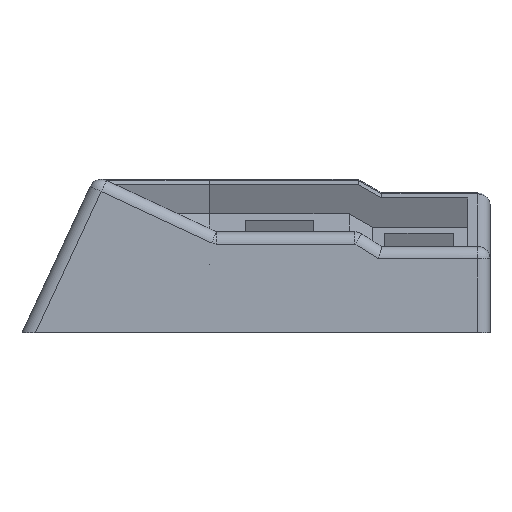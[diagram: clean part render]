
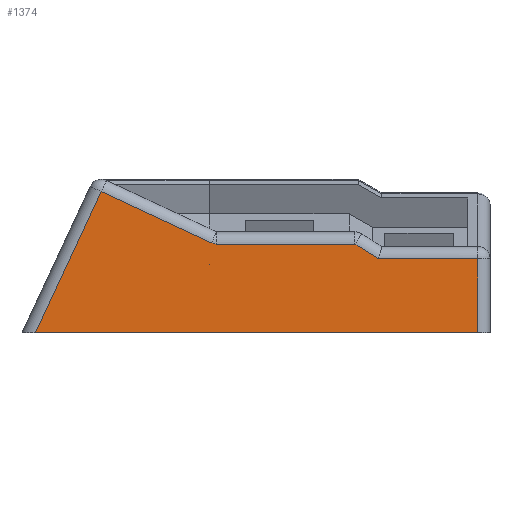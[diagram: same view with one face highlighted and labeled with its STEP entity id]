
A CAD part, left-side view. The second image highlights one B-rep face of the part: STEP entity #1374.
In plain terms, the highlighted planar face has unit normal (-1, 0, 0).
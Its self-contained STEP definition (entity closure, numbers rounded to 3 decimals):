
#1283=CARTESIAN_POINT('',(-43.575,0.,-0.));
#1284=DIRECTION('',(1.,-0.,0.));
#1285=DIRECTION('',(0.,0.,-1.));
#1286=AXIS2_PLACEMENT_3D('',#1283,#1284,#1285);
#1287=PLANE('',#1286);
#1288=CARTESIAN_POINT('',(-43.575,13.883,7.335));
#1289=VERTEX_POINT('',#1288);
#1290=CARTESIAN_POINT('',(-43.575,36.402,17.836));
#1291=VERTEX_POINT('',#1290);
#1292=CARTESIAN_POINT('',(-43.575,13.883,7.335));
#1293=DIRECTION('',(-0.,0.906,0.423));
#1294=VECTOR('',#1293,24.847);
#1295=LINE('',#1292,#1294);
#1296=EDGE_CURVE('',#1289,#1291,#1295,.T.);
#1297=ORIENTED_EDGE('',*,*,#1296,.T.);
#1298=CARTESIAN_POINT('',(-43.575,49.848,-11.));
#1299=VERTEX_POINT('',#1298);
#1300=CARTESIAN_POINT('',(-43.575,36.402,17.836));
#1301=DIRECTION('',(0.,0.423,-0.906));
#1302=VECTOR('',#1301,31.817);
#1303=LINE('',#1300,#1302);
#1304=EDGE_CURVE('',#1291,#1299,#1303,.T.);
#1305=ORIENTED_EDGE('',*,*,#1304,.T.);
#1306=CARTESIAN_POINT('',(-43.575,-40.575,-11.));
#1307=VERTEX_POINT('',#1306);
#1308=CARTESIAN_POINT('',(-43.575,49.848,-11.));
#1309=DIRECTION('',(-0.,-1.,-0.));
#1310=VECTOR('',#1309,90.423);
#1311=LINE('',#1308,#1310);
#1312=EDGE_CURVE('',#1299,#1307,#1311,.T.);
#1313=ORIENTED_EDGE('',*,*,#1312,.T.);
#1314=CARTESIAN_POINT('',(-43.575,-40.575,4.1));
#1315=VERTEX_POINT('',#1314);
#1316=CARTESIAN_POINT('',(-43.575,-40.575,-11.));
#1317=DIRECTION('',(-0.,-0.,1.));
#1318=VECTOR('',#1317,15.1);
#1319=LINE('',#1316,#1318);
#1320=EDGE_CURVE('',#1307,#1315,#1319,.T.);
#1321=ORIENTED_EDGE('',*,*,#1320,.T.);
#1322=CARTESIAN_POINT('',(-43.575,-20.234,4.1));
#1323=VERTEX_POINT('',#1322);
#1324=CARTESIAN_POINT('',(-43.575,-40.575,4.1));
#1325=DIRECTION('',(0.,1.,-0.));
#1326=VECTOR('',#1325,20.341);
#1327=LINE('',#1324,#1326);
#1328=EDGE_CURVE('',#1315,#1323,#1327,.T.);
#1329=ORIENTED_EDGE('',*,*,#1328,.T.);
#1330=CARTESIAN_POINT('',(-43.575,-15.471,7.1));
#1331=VERTEX_POINT('',#1330);
#1332=CARTESIAN_POINT('',(-43.575,-20.234,4.1));
#1333=DIRECTION('',(-0.,0.846,0.533));
#1334=VECTOR('',#1333,5.629);
#1335=LINE('',#1332,#1334);
#1336=EDGE_CURVE('',#1323,#1331,#1335,.T.);
#1337=ORIENTED_EDGE('',*,*,#1336,.T.);
#1338=CARTESIAN_POINT('',(-43.575,12.822,7.1));
#1339=VERTEX_POINT('',#1338);
#1340=CARTESIAN_POINT('',(-43.575,-15.471,7.1));
#1341=DIRECTION('',(0.,1.,-0.));
#1342=VECTOR('',#1341,28.293);
#1343=LINE('',#1340,#1342);
#1344=EDGE_CURVE('',#1331,#1339,#1343,.T.);
#1345=ORIENTED_EDGE('',*,*,#1344,.T.);
#1346=CARTESIAN_POINT('',(-43.575,12.822,9.61));
#1347=DIRECTION('',(1.,-0.,0.));
#1348=DIRECTION('',(0.,0.,-1.));
#1349=AXIS2_PLACEMENT_3D('',#1346,#1347,#1348);
#1350=CIRCLE('',#1349,2.51);
#1351=EDGE_CURVE('',#1339,#1289,#1350,.T.);
#1352=ORIENTED_EDGE('',*,*,#1351,.T.);
#1353=EDGE_LOOP('',(#1297,#1305,#1313,#1321,#1329,#1337,#1345,#1352));
#1354=FACE_BOUND('',#1353,.T.);
#1355=CARTESIAN_POINT('',(-43.575,14.307,2.959));
#1356=VERTEX_POINT('',#1355);
#1357=CARTESIAN_POINT('',(-43.575,14.288,2.955));
#1358=VERTEX_POINT('',#1357);
#1359=CARTESIAN_POINT('',(-43.575,14.307,2.959));
#1360=DIRECTION('',(-0.,-0.976,-0.217));
#1361=VECTOR('',#1360,0.02);
#1362=LINE('',#1359,#1361);
#1363=EDGE_CURVE('',#1356,#1358,#1362,.T.);
#1364=ORIENTED_EDGE('',*,*,#1363,.F.);
#1365=CARTESIAN_POINT('',(-43.575,14.298,2.955));
#1366=DIRECTION('',(1.,-0.,0.));
#1367=DIRECTION('',(0.,0.,-1.));
#1368=AXIS2_PLACEMENT_3D('',#1365,#1366,#1367);
#1369=CIRCLE('',#1368,0.01);
#1370=EDGE_CURVE('',#1356,#1358,#1369,.T.);
#1371=ORIENTED_EDGE('',*,*,#1370,.T.);
#1372=EDGE_LOOP('',(#1364,#1371));
#1373=FACE_BOUND('',#1372,.T.);
#1374=ADVANCED_FACE('',(#1354,#1373),#1287,.F.);
